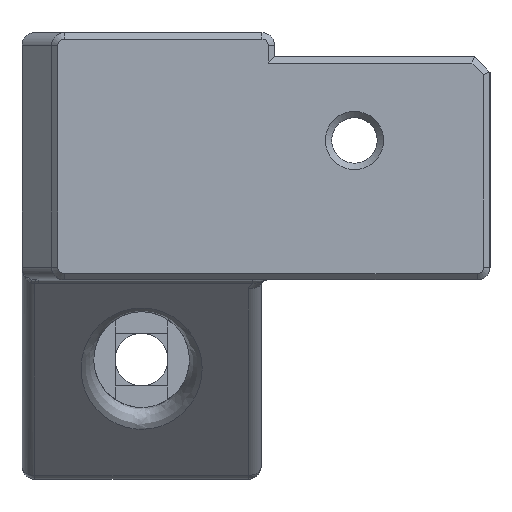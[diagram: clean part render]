
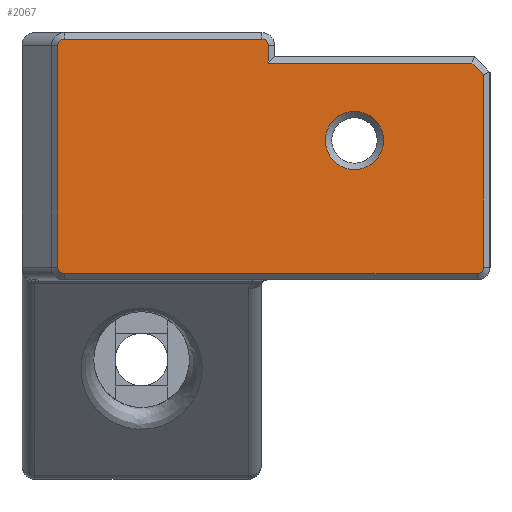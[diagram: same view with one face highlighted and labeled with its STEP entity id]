
A CAD part, left-side view. The second image highlights one B-rep face of the part: STEP entity #2067.
In plain terms, the highlighted planar face has unit normal (-1, 0, 0).
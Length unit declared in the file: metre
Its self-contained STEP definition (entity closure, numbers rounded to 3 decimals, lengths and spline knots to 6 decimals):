
#247=LINE('',#3297,#477);
#251=LINE('',#3308,#481);
#254=LINE('',#3317,#484);
#257=LINE('',#3326,#487);
#260=LINE('',#3335,#490);
#262=LINE('',#3339,#492);
#264=LINE('',#3343,#494);
#477=VECTOR('',#2647,1.);
#481=VECTOR('',#2659,1.);
#484=VECTOR('',#2670,1.);
#487=VECTOR('',#2681,1.);
#490=VECTOR('',#2692,1.);
#492=VECTOR('',#2696,1.);
#494=VECTOR('',#2700,1.);
#876=ORIENTED_EDGE('',*,*,#1343,.F.);
#877=ORIENTED_EDGE('',*,*,#1341,.F.);
#878=ORIENTED_EDGE('',*,*,#1339,.F.);
#879=ORIENTED_EDGE('',*,*,#1337,.F.);
#880=ORIENTED_EDGE('',*,*,#1336,.F.);
#881=ORIENTED_EDGE('',*,*,#1332,.F.);
#882=ORIENTED_EDGE('',*,*,#1331,.F.);
#883=ORIENTED_EDGE('',*,*,#1327,.F.);
#884=ORIENTED_EDGE('',*,*,#1326,.F.);
#885=ORIENTED_EDGE('',*,*,#1322,.F.);
#886=ORIENTED_EDGE('',*,*,#1321,.F.);
#887=ORIENTED_EDGE('',*,*,#1316,.F.);
#1316=EDGE_CURVE('',#1559,#1560,#247,.T.);
#1321=EDGE_CURVE('',#1560,#1561,#1616,.T.);
#1322=EDGE_CURVE('',#1561,#1562,#251,.T.);
#1326=EDGE_CURVE('',#1562,#1563,#1618,.T.);
#1327=EDGE_CURVE('',#1563,#1564,#254,.T.);
#1331=EDGE_CURVE('',#1564,#1565,#1620,.T.);
#1332=EDGE_CURVE('',#1565,#1566,#257,.T.);
#1336=EDGE_CURVE('',#1566,#1567,#1622,.T.);
#1337=EDGE_CURVE('',#1567,#1568,#260,.T.);
#1339=EDGE_CURVE('',#1568,#1569,#262,.T.);
#1341=EDGE_CURVE('',#1569,#1559,#264,.T.);
#1343=EDGE_CURVE('',#1571,#1571,#1624,.T.);
#1559=VERTEX_POINT('',#3298);
#1560=VERTEX_POINT('',#3299);
#1561=VERTEX_POINT('',#3304);
#1562=VERTEX_POINT('',#3309);
#1563=VERTEX_POINT('',#3313);
#1564=VERTEX_POINT('',#3318);
#1565=VERTEX_POINT('',#3322);
#1566=VERTEX_POINT('',#3327);
#1567=VERTEX_POINT('',#3331);
#1568=VERTEX_POINT('',#3336);
#1569=VERTEX_POINT('',#3340);
#1571=VERTEX_POINT('',#3349);
#1616=CIRCLE('',#2216,0.0004);
#1618=CIRCLE('',#2220,0.0004);
#1620=CIRCLE('',#2224,0.0004);
#1622=CIRCLE('',#2228,0.0004);
#1624=CIRCLE('',#2235,0.001825);
#1714=EDGE_LOOP('',(#876));
#1715=EDGE_LOOP('',(#877,#878,#879,#880,#881,#882,#883,#884,#885,#886,#887));
#1851=FACE_BOUND('',#1714,.T.);
#1852=FACE_BOUND('',#1715,.T.);
#1973=PLANE('',#2234);
#2067=ADVANCED_FACE('',(#1851,#1852),#1973,.T.);
#2216=AXIS2_PLACEMENT_3D('',#3306,#2655,#2656);
#2220=AXIS2_PLACEMENT_3D('',#3315,#2666,#2667);
#2224=AXIS2_PLACEMENT_3D('',#3324,#2677,#2678);
#2228=AXIS2_PLACEMENT_3D('',#3333,#2688,#2689);
#2234=AXIS2_PLACEMENT_3D('',#3347,#2705,#2706);
#2235=AXIS2_PLACEMENT_3D('',#3348,#2707,#2708);
#2647=DIRECTION('',(0.,0.,-1.));
#2655=DIRECTION('',(1.,0.,0.));
#2656=DIRECTION('',(0.,-0.707,-0.707));
#2659=DIRECTION('',(0.,1.,0.));
#2666=DIRECTION('',(1.,0.,0.));
#2667=DIRECTION('',(0.,0.707,-0.707));
#2670=DIRECTION('',(0.,0.,1.));
#2677=DIRECTION('',(1.,0.,0.));
#2678=DIRECTION('',(0.,0.707,0.707));
#2681=DIRECTION('',(0.,-1.,0.));
#2688=DIRECTION('',(1.,0.,0.));
#2689=DIRECTION('',(0.,-0.707,0.707));
#2692=DIRECTION('',(0.,0.,-1.));
#2696=DIRECTION('',(0.,-1.,0.));
#2700=DIRECTION('',(0.,-0.707,-0.707));
#2705=DIRECTION('',(-1.,0.,0.));
#2706=DIRECTION('',(0.,-1.,0.));
#2707=DIRECTION('',(-1.,0.,0.));
#2708=DIRECTION('',(0.,-1.,0.));
#3297=CARTESIAN_POINT('',(-0.03845,0.00585,-0.002607));
#3298=CARTESIAN_POINT('',(-0.03845,0.00585,-0.00013));
#3299=CARTESIAN_POINT('',(-0.03845,0.00585,-0.0122));
#3304=CARTESIAN_POINT('',(-0.03845,0.00625,-0.0126));
#3306=CARTESIAN_POINT('',(-0.03845,0.00625,-0.0122));
#3308=CARTESIAN_POINT('',(-0.03845,0.018575,-0.0126));
#3309=CARTESIAN_POINT('',(-0.03845,0.03215,-0.0126));
#3313=CARTESIAN_POINT('',(-0.03845,0.03255,-0.0122));
#3315=CARTESIAN_POINT('',(-0.03845,0.03215,-0.0122));
#3317=CARTESIAN_POINT('',(-0.03845,0.03255,-0.009125));
#3318=CARTESIAN_POINT('',(-0.03845,0.03255,0.0017));
#3322=CARTESIAN_POINT('',(-0.03845,0.03215,0.0021));
#3324=CARTESIAN_POINT('',(-0.03845,0.03215,0.0017));
#3326=CARTESIAN_POINT('',(-0.03845,0.026075,0.0021));
#3327=CARTESIAN_POINT('',(-0.03845,0.01975,0.0021));
#3331=CARTESIAN_POINT('',(-0.03845,0.01935,0.0017));
#3333=CARTESIAN_POINT('',(-0.03845,0.01975,0.0017));
#3335=CARTESIAN_POINT('',(-0.03845,0.01935,-0.001375));
#3336=CARTESIAN_POINT('',(-0.03845,0.01935,0.0006));
#3339=CARTESIAN_POINT('',(-0.03845,0.014075,0.0006));
#3340=CARTESIAN_POINT('',(-0.03845,0.00658,0.0006));
#3343=CARTESIAN_POINT('',(-0.03845,0.008331,0.002351));
#3347=CARTESIAN_POINT('',(-0.03845,0.0192,-0.00525));
#3348=CARTESIAN_POINT('',(-0.03845,0.01395,-0.00425));
#3349=CARTESIAN_POINT('',(-0.03845,0.012125,-0.00425));
